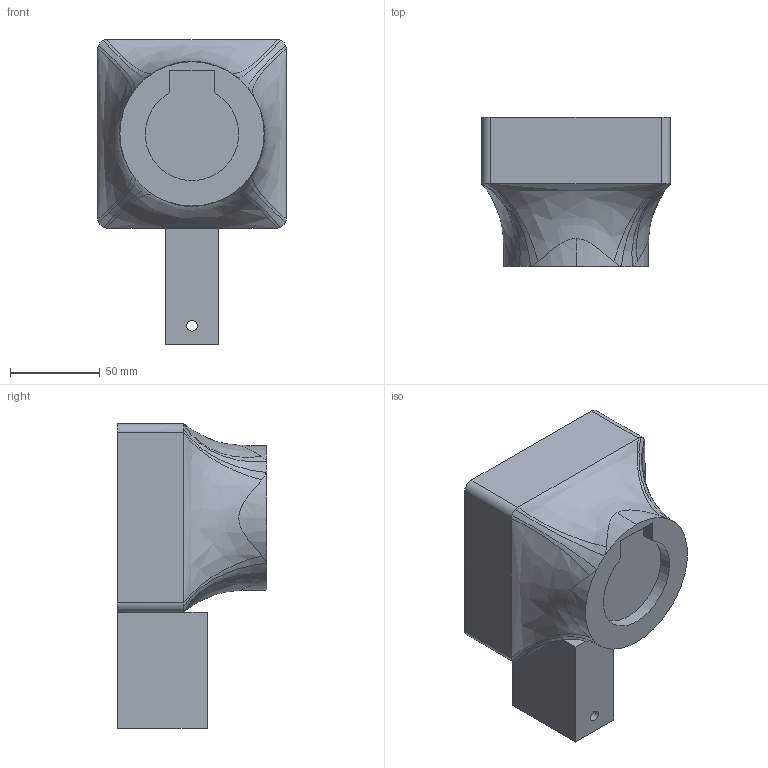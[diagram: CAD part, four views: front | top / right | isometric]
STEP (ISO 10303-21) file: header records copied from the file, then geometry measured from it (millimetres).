
FILE_DESCRIPTION(/* description */ (''),/* implementation_level */ '2;1');
FILE_NAME(/* name */ 'base.stp',/* time_stamp */ '2019-11-22T23:20:51-05:00',/* author */ ('Clevo'),/* organization */ (''),/* preprocessor_version */ 'ST-DEVELOPER v16.13',/* originating_system */ 'Autodesk Inventor 2018',/* authorisation */ '');
FILE_SCHEMA (('AUTOMOTIVE_DESIGN { 1 0 10303 214 3 1 1 }'));
Length unit declared in the file: millimetre
Products named in the file (1): base
Bounding box: 105 x 83.05 x 169.8 mm (x, y, z)
Volume: 786385.1 mm3; surface area: 59910.9 mm2
Topology: 1 solids, 1 shells, 43 faces, 102 edges, 62 vertices
Faces by surface type: bspline 21, plane 16, cylinder 6
Full cylindrical faces by diameter (mm): 6 x1
Entity records: 2038 total; most frequent: CARTESIAN_POINT 1063, ORIENTED_EDGE 202, DIRECTION 180, EDGE_CURVE 101, AXIS2_PLACEMENT_3D 69, VERTEX_POINT 62, EDGE_LOOP 47, CIRCLE 45
